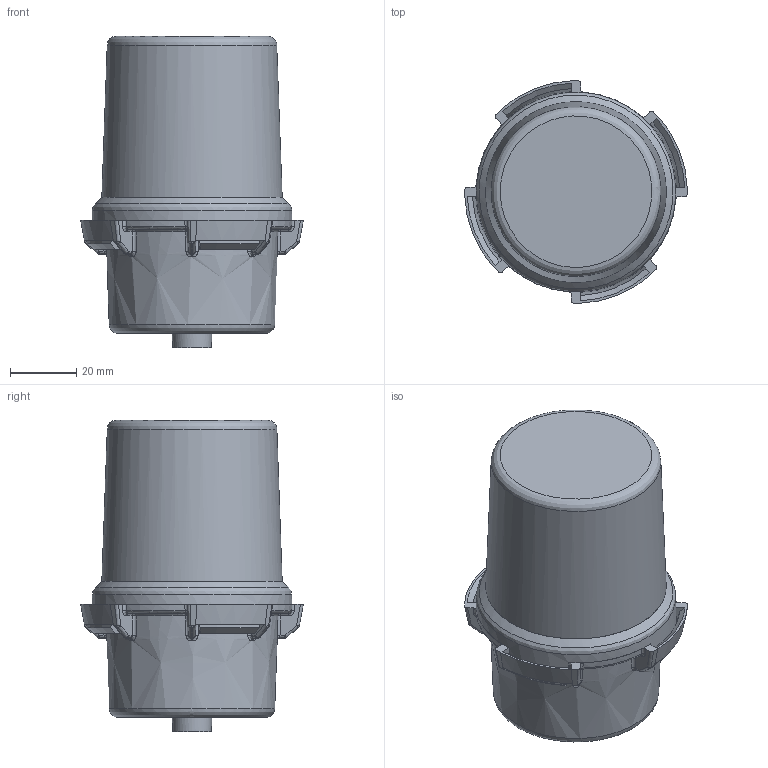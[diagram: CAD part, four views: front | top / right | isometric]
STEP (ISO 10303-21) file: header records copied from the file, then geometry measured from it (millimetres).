
FILE_DESCRIPTION(('FreeCAD Model'),'2;1');
FILE_NAME('Open CASCADE Shape Model','2025-05-05T04:05:46',('FreeCAD'),( 'FreeCAD'),'Open CASCADE STEP processor 7.6','FreeCAD','Unknown');
FILE_SCHEMA(('AUTOMOTIVE_DESIGN { 1 0 10303 214 1 1 1 1 }'));
Length unit declared in the file: millimetre
Products named in the file (1): Open CASCADE STEP translator 7.6 1
Bounding box: 67 x 67 x 93.65 mm (x, y, z)
Volume: 81795.4 mm3; surface area: 61297.3 mm2
Topology: 37 solids, 37 shells, 601 faces, 1389 edges, 850 vertices
Faces by surface type: bspline 601
Entity records: 26162 total; most frequent: CARTESIAN_POINT 18091, ORIENTED_EDGE 2720, EDGE_CURVE 1360, VERTEX_POINT 850, B_SPLINE_CURVE_WITH_KNOTS 810, FACE_BOUND 632, EDGE_LOOP 632, ADVANCED_FACE 601
